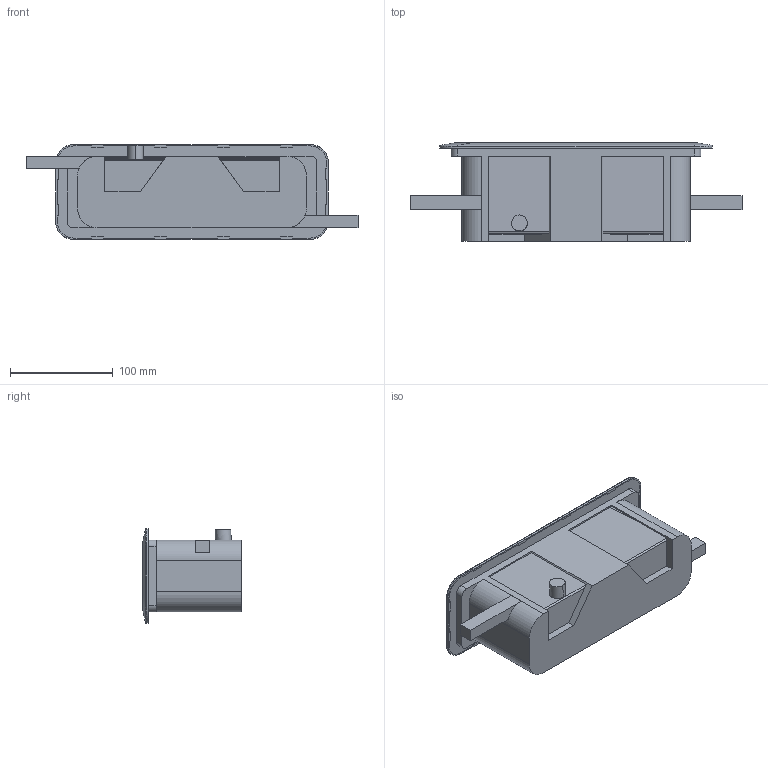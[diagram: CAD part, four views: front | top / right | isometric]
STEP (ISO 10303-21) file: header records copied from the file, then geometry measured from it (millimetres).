
FILE_DESCRIPTION(('FreeCAD Model'),'2;1');
FILE_NAME('Open CASCADE Shape Model','2025-04-28T08:15:04',('FreeCAD'),( 'FreeCAD'),'Open CASCADE STEP processor 7.6','FreeCAD','Unknown');
FILE_SCHEMA(('AUTOMOTIVE_DESIGN { 1 0 10303 214 1 1 1 1 }'));
Length unit declared in the file: millimetre
Products named in the file (1): Open CASCADE STEP translator 7.6 1
Bounding box: 323.73 x 96.28 x 92.5 mm (x, y, z)
Volume: 1296346.2 mm3; surface area: 235733.1 mm2
Topology: 5 solids, 5 shells, 345 faces, 955 edges, 632 vertices
Faces by surface type: bspline 345
Entity records: 17316 total; most frequent: CARTESIAN_POINT 11683, ORIENTED_EDGE 1910, EDGE_CURVE 955, B_SPLINE_CURVE_WITH_KNOTS 799, VERTEX_POINT 632, FACE_BOUND 363, EDGE_LOOP 363, ADVANCED_FACE 345
